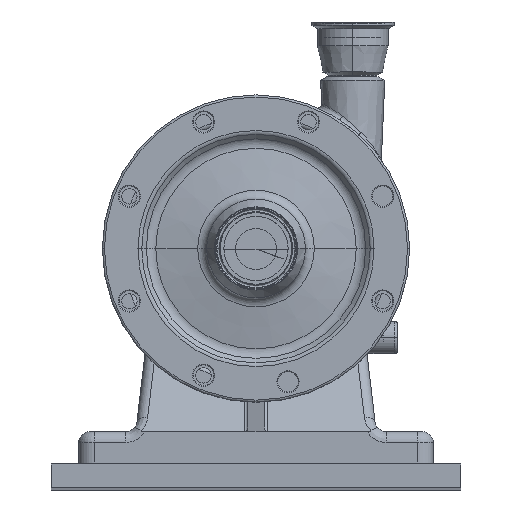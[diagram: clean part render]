
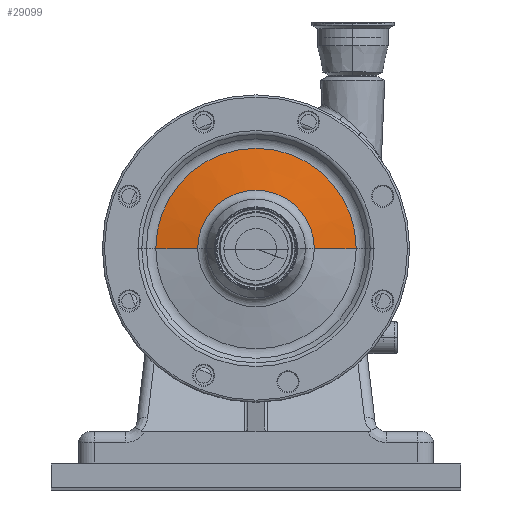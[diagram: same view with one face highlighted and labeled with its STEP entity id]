
A CAD part, top view. The second image highlights one B-rep face of the part: STEP entity #29099.
In plain terms, the highlighted conical face has half-angle 80 degrees and reference radius 93.263 mm.
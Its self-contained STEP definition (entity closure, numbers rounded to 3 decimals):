
#42 = CONICAL_SURFACE ( 'NONE', #11476, 93.264, 1.396 ) ;
#1853 = ORIENTED_EDGE ( 'NONE', *, *, #14033, .F. ) ;
#4183 = EDGE_LOOP ( 'NONE', ( #25986, #16766, #20024, #1853 ) ) ;
#4229 = CARTESIAN_POINT ( 'NONE',  ( 93.264, 0., 76.812 ) ) ;
#4526 = DIRECTION ( 'NONE',  ( 0., 0., 1. ) ) ;
#6442 = AXIS2_PLACEMENT_3D ( 'NONE', #15602, #8259, #28176 ) ;
#6771 = DIRECTION ( 'NONE',  ( 0., 0., -1. ) ) ;
#8259 = DIRECTION ( 'NONE',  ( 0., 0., 1. ) ) ;
#9067 = CARTESIAN_POINT ( 'NONE',  ( -93.264, 0., 76.812 ) ) ;
#9564 = VERTEX_POINT ( 'NONE', #4229 ) ;
#10043 = CARTESIAN_POINT ( 'NONE',  ( -93.264, 0., 76.812 ) ) ;
#10457 = CARTESIAN_POINT ( 'NONE',  ( 54.264, 0., 83.689 ) ) ;
#11476 = AXIS2_PLACEMENT_3D ( 'NONE', #27025, #6771, #12150 ) ;
#11544 = VERTEX_POINT ( 'NONE', #10457 ) ;
#11865 = CARTESIAN_POINT ( 'NONE',  ( 0., 0., 76.812 ) ) ;
#12150 = DIRECTION ( 'NONE',  ( -1., 0., 0. ) ) ;
#12447 = EDGE_CURVE ( 'NONE', #11544, #21099, #30433, .T. ) ;
#13153 = EDGE_CURVE ( 'NONE', #11544, #9564, #21643, .T. ) ;
#13352 = VERTEX_POINT ( 'NONE', #10043 ) ;
#14033 = EDGE_CURVE ( 'NONE', #21099, #13352, #14727, .T. ) ;
#14727 = LINE ( 'NONE', #9067, #21903 ) ;
#14974 = EDGE_CURVE ( 'NONE', #9564, #13352, #28356, .T. ) ;
#15602 = CARTESIAN_POINT ( 'NONE',  ( 0., 0., 83.689 ) ) ;
#16447 = CARTESIAN_POINT ( 'NONE',  ( 93.264, 0., 76.812 ) ) ;
#16766 = ORIENTED_EDGE ( 'NONE', *, *, #13153, .T. ) ;
#16881 = VECTOR ( 'NONE', #31788, 1000. ) ;
#18488 = CARTESIAN_POINT ( 'NONE',  ( -54.264, 0., 83.689 ) ) ;
#20024 = ORIENTED_EDGE ( 'NONE', *, *, #14974, .T. ) ;
#21099 = VERTEX_POINT ( 'NONE', #18488 ) ;
#21643 = LINE ( 'NONE', #16447, #16881 ) ;
#21903 = VECTOR ( 'NONE', #31280, 1000. ) ;
#24562 = FACE_OUTER_BOUND ( 'NONE', #4183, .T. ) ;
#25986 = ORIENTED_EDGE ( 'NONE', *, *, #12447, .F. ) ;
#27025 = CARTESIAN_POINT ( 'NONE',  ( 0., 0., 76.812 ) ) ;
#28176 = DIRECTION ( 'NONE',  ( 1., 0., 0. ) ) ;
#28356 = CIRCLE ( 'NONE', #29397, 93.264 ) ;
#29099 = ADVANCED_FACE ( 'NONE', ( #24562 ), #42, .T. ) ;
#29397 = AXIS2_PLACEMENT_3D ( 'NONE', #11865, #4526, #31819 ) ;
#30433 = CIRCLE ( 'NONE', #6442, 54.264 ) ;
#31280 = DIRECTION ( 'NONE',  ( -0.985, 0., -0.174 ) ) ;
#31788 = DIRECTION ( 'NONE',  ( 0.985, 0., -0.174 ) ) ;
#31819 = DIRECTION ( 'NONE',  ( 1., 0., 0. ) ) ;
